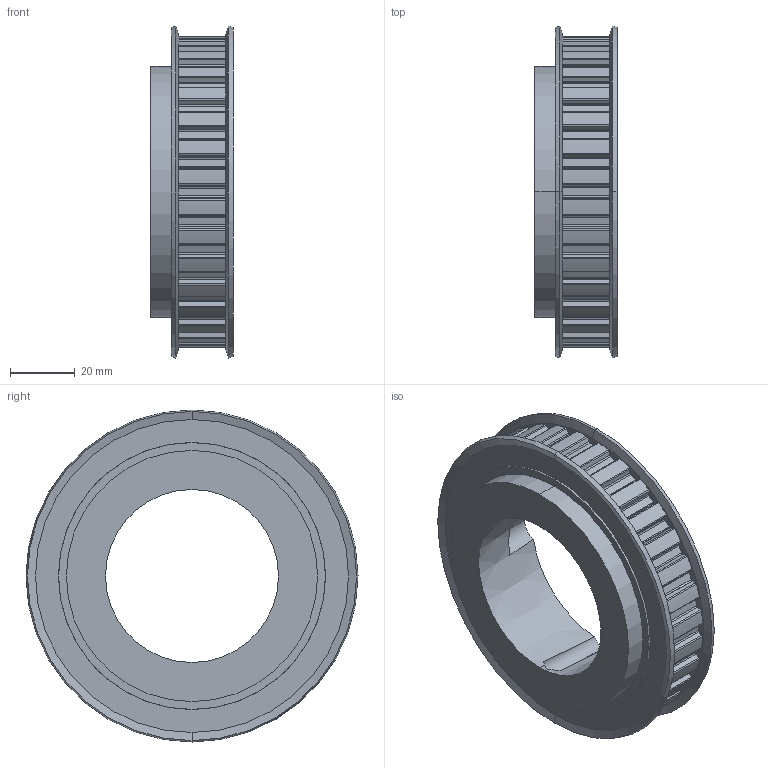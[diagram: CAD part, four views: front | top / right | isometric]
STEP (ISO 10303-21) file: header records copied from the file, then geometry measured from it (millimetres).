
FILE_DESCRIPTION (( 'STEP AP214' ), '1' );
FILE_NAME ('STL32L050AF-1610.step', '2019-07-31T14:16:14', ( '' ), ( '' ), 'SwSTEP 2.0', 'SolidWorks 2018', '' );
FILE_SCHEMA (( 'AUTOMOTIVE_DESIGN' ));
Length unit declared in the file: millimetre
Products named in the file (1): STL32L050AF-1610
Bounding box: 25.46 x 102.72 x 102.72 mm (x, y, z)
Volume: 103269.8 mm3; surface area: 28822 mm2
Topology: 1 solids, 1 shells, 324 faces, 942 edges, 623 vertices
Faces by surface type: cylinder 200, plane 106, cone 18
Entity records: 11161 total; most frequent: DIRECTION 1999, CARTESIAN_POINT 1964, ORIENTED_EDGE 1876, EDGE_CURVE 938, AXIS2_PLACEMENT_3D 748, VERTEX_POINT 623, VECTOR 503, LINE 503
